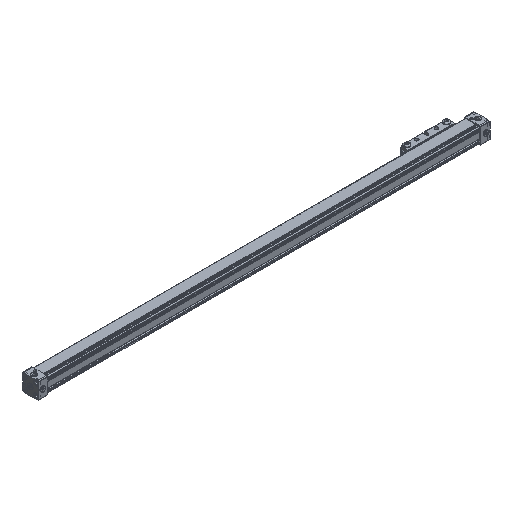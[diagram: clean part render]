
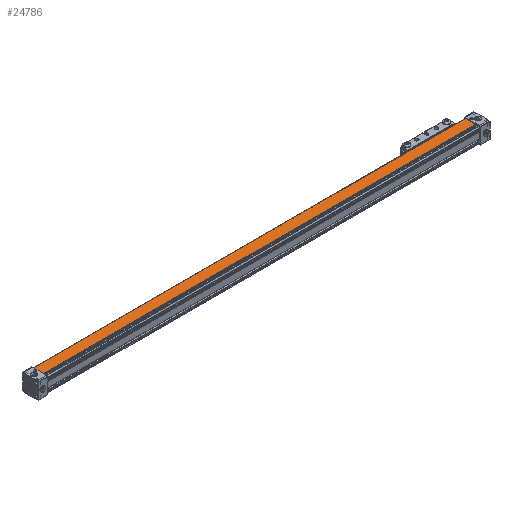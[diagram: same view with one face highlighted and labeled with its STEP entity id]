
A CAD part, isometric view. The second image highlights one B-rep face of the part: STEP entity #24786.
In plain terms, the highlighted planar face has unit normal (0, 0, 1).
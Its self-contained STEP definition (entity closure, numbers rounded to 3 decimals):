
#1411 = VERTEX_POINT ( 'NONE', #11466 ) ;
#1841 = AXIS2_PLACEMENT_3D ( 'NONE', #22111, #4281, #23907 ) ;
#3743 = EDGE_CURVE ( 'NONE', #3916, #14707, #24710, .T. ) ;
#3916 = VERTEX_POINT ( 'NONE', #17647 ) ;
#4046 = LINE ( 'NONE', #17522, #22339 ) ;
#4199 = LINE ( 'NONE', #8296, #5161 ) ;
#4234 = ORIENTED_EDGE ( 'NONE', *, *, #20980, .F. ) ;
#4281 = DIRECTION ( 'NONE',  ( 0., 0., -1. ) ) ;
#5161 = VECTOR ( 'NONE', #8168, 1000. ) ;
#5676 = ORIENTED_EDGE ( 'NONE', *, *, #8292, .T. ) ;
#6051 = VECTOR ( 'NONE', #24465, 1000. ) ;
#7718 = CARTESIAN_POINT ( 'NONE',  ( -650., -6.089, 11.95 ) ) ;
#8168 = DIRECTION ( 'NONE',  ( 1., 0., 0. ) ) ;
#8292 = EDGE_CURVE ( 'NONE', #1411, #14707, #4046, .T. ) ;
#8296 = CARTESIAN_POINT ( 'NONE',  ( 50., 10.381, 11.95 ) ) ;
#8625 = DIRECTION ( 'NONE',  ( 0., -1., 0. ) ) ;
#8873 = CARTESIAN_POINT ( 'NONE',  ( 50., 10.381, 11.95 ) ) ;
#9100 = VECTOR ( 'NONE', #8625, 1000. ) ;
#11466 = CARTESIAN_POINT ( 'NONE',  ( -650., 10.381, 11.95 ) ) ;
#11982 = EDGE_CURVE ( 'NONE', #1411, #18076, #4199, .T. ) ;
#12305 = ORIENTED_EDGE ( 'NONE', *, *, #3743, .F. ) ;
#13178 = ORIENTED_EDGE ( 'NONE', *, *, #11982, .F. ) ;
#14707 = VERTEX_POINT ( 'NONE', #7718 ) ;
#17522 = CARTESIAN_POINT ( 'NONE',  ( -650., -6.089, 11.95 ) ) ;
#17647 = CARTESIAN_POINT ( 'NONE',  ( 50., -6.089, 11.95 ) ) ;
#18076 = VERTEX_POINT ( 'NONE', #8873 ) ;
#20074 = CARTESIAN_POINT ( 'NONE',  ( 50., -10.576, 11.95 ) ) ;
#20193 = FACE_OUTER_BOUND ( 'NONE', #21129, .T. ) ;
#20502 = CARTESIAN_POINT ( 'NONE',  ( 50., -6.089, 11.95 ) ) ;
#20798 = LINE ( 'NONE', #20074, #9100 ) ;
#20980 = EDGE_CURVE ( 'NONE', #18076, #3916, #20798, .T. ) ;
#21129 = EDGE_LOOP ( 'NONE', ( #12305, #4234, #13178, #5676 ) ) ;
#21853 = PLANE ( 'NONE',  #1841 ) ;
#22111 = CARTESIAN_POINT ( 'NONE',  ( 50., 10.381, 11.95 ) ) ;
#22339 = VECTOR ( 'NONE', #23677, 1000. ) ;
#23677 = DIRECTION ( 'NONE',  ( 0., -1., 0. ) ) ;
#23907 = DIRECTION ( 'NONE',  ( -1., 0., 0. ) ) ;
#24465 = DIRECTION ( 'NONE',  ( -1., 0., 0. ) ) ;
#24710 = LINE ( 'NONE', #20502, #6051 ) ;
#24786 = ADVANCED_FACE ( 'NONE', ( #20193 ), #21853, .F. ) ;
